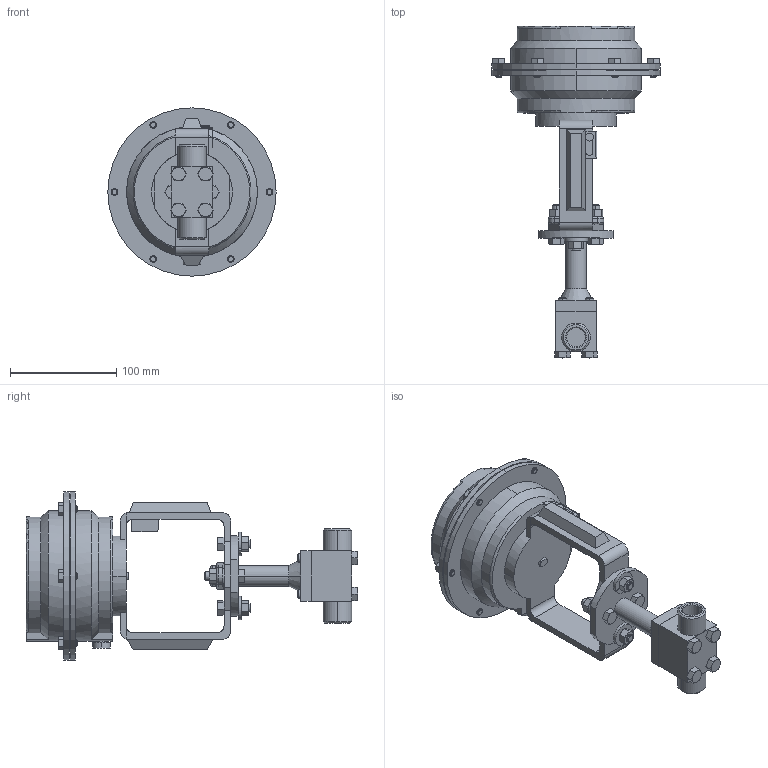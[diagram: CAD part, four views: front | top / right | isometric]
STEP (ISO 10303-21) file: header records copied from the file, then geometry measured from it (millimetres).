
FILE_DESCRIPTION (( 'STEP AP203' ), '1' );
FILE_NAME ('708-050-CB+HC+SB+A2-TN-14M.STEP', '2017-09-13T15:11:05', ( '' ), ( '' ), 'SwSTEP 2.0', 'SolidWorks 2014', '' );
FILE_SCHEMA (( 'CONFIG_CONTROL_DESIGN' ));
Length unit declared in the file: inch
Products named in the file (1): 708-050-CB+HC+SB+A2-TN-14M
Bounding box: 158.75 x 312.98 x 158.75 mm (x, y, z)
Volume: 1327769.9 mm3; surface area: 142777.8 mm2
Topology: 1 solids, 1 shells, 673 faces, 1624 edges, 1008 vertices
Faces by surface type: plane 305, cone 175, cylinder 115, bspline 60, torus 18
Entity records: 26976 total; most frequent: CARTESIAN_POINT 11891, ORIENTED_EDGE 3248, DIRECTION 2870, EDGE_CURVE 1624, AXIS2_PLACEMENT_3D 1054, VERTEX_POINT 1008, LINE 762, VECTOR 762
